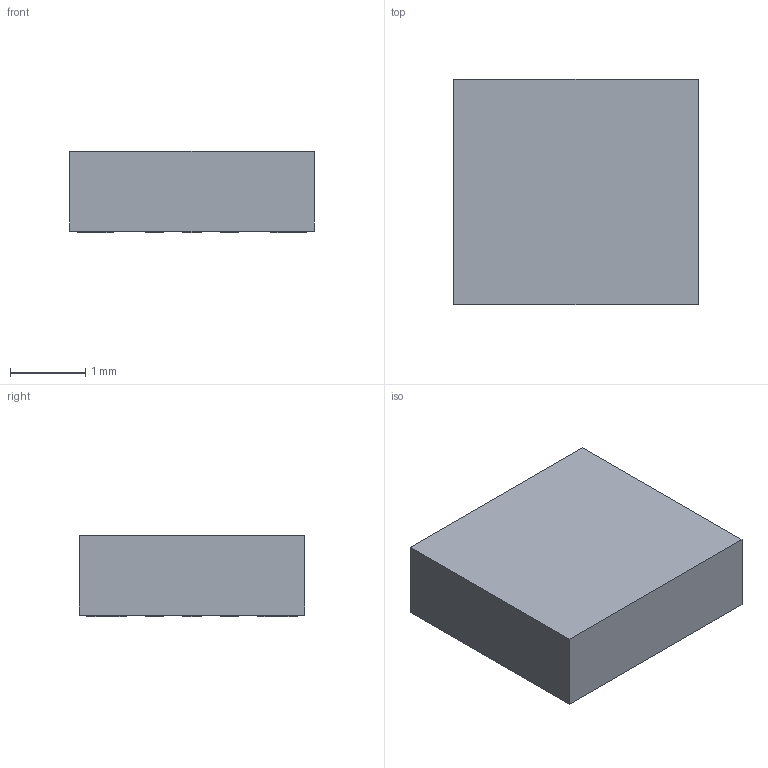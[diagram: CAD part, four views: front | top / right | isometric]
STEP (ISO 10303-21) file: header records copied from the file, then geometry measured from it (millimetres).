
FILE_DESCRIPTION( ( '' ), ' ' );
FILE_NAME( '5a4f9b45aefe450eccbcb126.step', '2018-01-05T15:35:34', ( '' ), ( '' ), ' ', ' ', ' ' );
FILE_SCHEMA( ( 'AUTOMOTIVE_DESIGN { 1 0 10303 214 1 1 1 1 }' ) );
Length unit declared in the file: metre
Products named in the file (1): Open CASCADE STEP translator 6.8 2
Bounding box: 3.25 x 3 x 1.08 mm (x, y, z)
Volume: 10.4 mm3; surface area: 33.2 mm2
Topology: 1 solids, 1 shells, 86 faces, 204 edges, 136 vertices
Faces by surface type: plane 86
Entity records: 4152 total; most frequent: CARTESIAN_POINT 427, ORIENTED_EDGE 408, DIRECTION 378, STYLED_ITEM 290, PRESENTATION_STYLE_ASSIGNMENT 290, COLOUR_RGB 290, EDGE_CURVE 204, CURVE_STYLE 204
